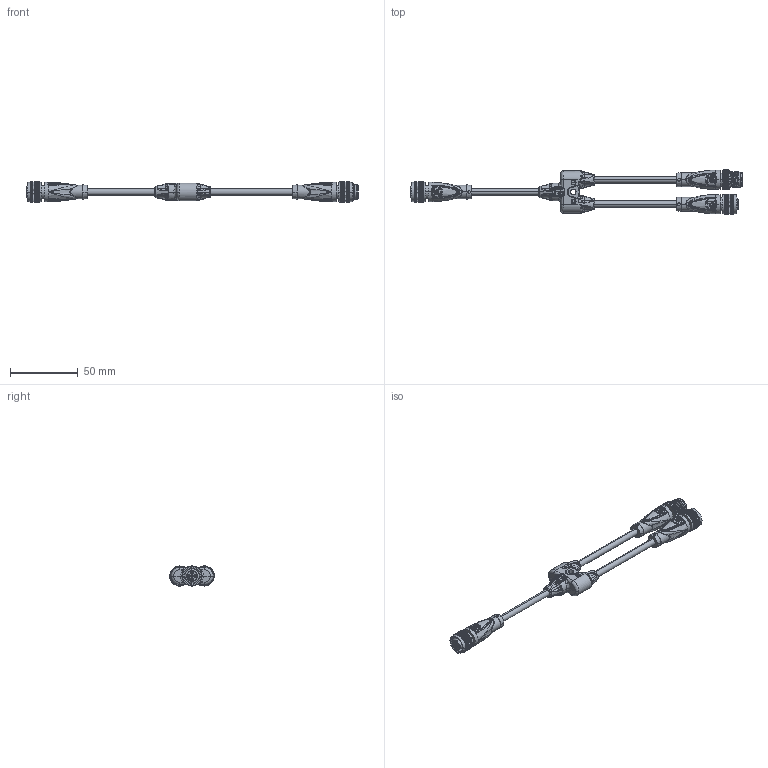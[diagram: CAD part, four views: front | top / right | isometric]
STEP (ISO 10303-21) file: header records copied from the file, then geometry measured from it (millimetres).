
FILE_DESCRIPTION((''),'2;1');
FILE_NAME('CAD-7253_ASM','2021-05-18T08:29:12',('creinig-se'),(''),'CREO PARAMETRIC BY PTC INC, 2019292','CREO PARAMETRIC BY PTC INC, 2019292','');
FILE_SCHEMA(('CONFIG_CONTROL_DESIGN','SHAPE_APPEARANCE_LAYERS_GROUPS'));
Products named in the file (4): CAD-7253_KOPF; CAD-7253_04BHD1_SW0001; CAD-7253_04BHC7_SW0001; CAD-7253_ASM
Assembly tree (4 placements, depth 2):
  CAD-7253_ASM
    CAD-7253_KOPF
    CAD-7253_04BHD1_SW0001
    CAD-7253_04BHC7_SW0001  x2
Bounding box: 244.5 x 32.8 x 14.8 mm (x, y, z)
Volume: 26631.8 mm3; surface area: 16517.7 mm2
Topology: 10 solids, 10 shells, 1932 faces, 4577 edges, 2732 vertices
Faces by surface type: plane 863, bspline 471, cylinder 428, torus 105, cone 61, sphere 4
Entity records: 78689 total; most frequent: CARTESIAN_POINT 41446, ORIENTED_EDGE 6880, DIRECTION 5748, EDGE_CURVE 3440, AXIS2_PLACEMENT_3D 2237, VERTEX_POINT 2053, PRESENTATION_STYLE_ASSIGNMENT 1529, STYLED_ITEM 1529
